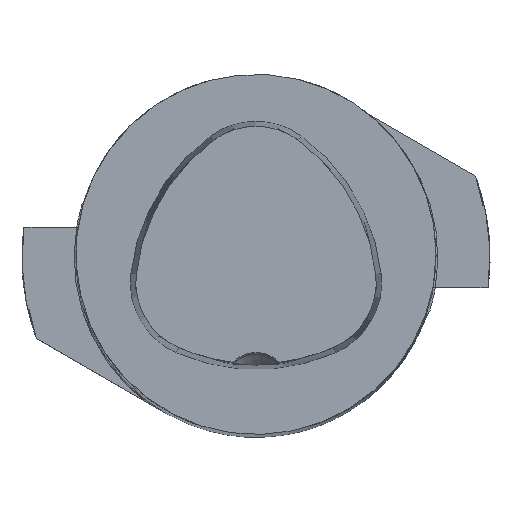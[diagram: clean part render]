
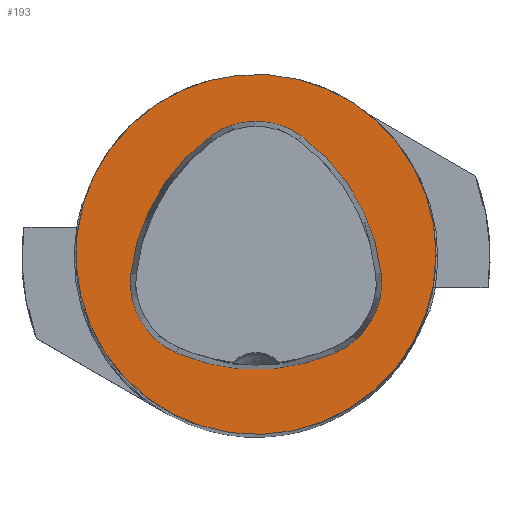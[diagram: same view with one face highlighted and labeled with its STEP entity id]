
A CAD part, top view. The second image highlights one B-rep face of the part: STEP entity #193.
In plain terms, the highlighted planar face has unit normal (0, 0, 1).
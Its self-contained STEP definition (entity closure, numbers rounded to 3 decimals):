
#45=PLANE('',#1681);
#193=ADVANCED_FACE('CU_FL_N1_SU_1',(#622,#623),#45,.T.);
#622=FACE_BOUND('',#640,.T.);
#623=FACE_BOUND('',#641,.T.);
#640=EDGE_LOOP('',(#791,#792,#793,#794,#795,#796));
#641=EDGE_LOOP('',(#797));
#791=ORIENTED_EDGE('',*,*,#1404,.F.);
#792=ORIENTED_EDGE('',*,*,#1405,.F.);
#793=ORIENTED_EDGE('',*,*,#1406,.F.);
#794=ORIENTED_EDGE('',*,*,#1407,.F.);
#795=ORIENTED_EDGE('',*,*,#1397,.F.);
#796=ORIENTED_EDGE('',*,*,#1408,.F.);
#797=ORIENTED_EDGE('',*,*,#1347,.T.);
#1194=VERTEX_POINT('',#2187);
#1244=VERTEX_POINT('',#2536);
#1245=VERTEX_POINT('',#2538);
#1251=VERTEX_POINT('',#2570);
#1252=VERTEX_POINT('',#2571);
#1253=VERTEX_POINT('',#2573);
#1254=VERTEX_POINT('',#2575);
#1347=EDGE_CURVE('',#1194,#1194,#1577,.T.);
#1397=EDGE_CURVE('',#1244,#1245,#1583,.T.);
#1404=EDGE_CURVE('',#1251,#1252,#1585,.T.);
#1405=EDGE_CURVE('',#1253,#1251,#1586,.T.);
#1406=EDGE_CURVE('',#1254,#1253,#1587,.T.);
#1407=EDGE_CURVE('',#1245,#1254,#1588,.T.);
#1408=EDGE_CURVE('',#1252,#1244,#1589,.T.);
#1577=CIRCLE('',#1654,40.);
#1583=CIRCLE('',#1673,44.075);
#1585=CIRCLE('',#1676,44.075);
#1586=CIRCLE('',#1677,17.075);
#1587=CIRCLE('',#1678,44.075);
#1588=CIRCLE('',#1679,17.075);
#1589=CIRCLE('',#1680,17.075);
#1654=AXIS2_PLACEMENT_3D('',#2186,#1797,#1798);
#1673=AXIS2_PLACEMENT_3D('',#2537,#1848,#1849);
#1676=AXIS2_PLACEMENT_3D('',#2569,#1855,#1856);
#1677=AXIS2_PLACEMENT_3D('',#2572,#1857,#1858);
#1678=AXIS2_PLACEMENT_3D('',#2574,#1859,#1860);
#1679=AXIS2_PLACEMENT_3D('',#2576,#1861,#1862);
#1680=AXIS2_PLACEMENT_3D('',#2577,#1863,#1864);
#1681=AXIS2_PLACEMENT_3D('',#2578,#1865,#1866);
#1797=DIRECTION('',(0.,0.,1.));
#1798=DIRECTION('',(1.,0.,0.));
#1848=DIRECTION('',(0.,0.,1.));
#1849=DIRECTION('',(1.,0.,0.));
#1855=DIRECTION('',(0.,0.,1.));
#1856=DIRECTION('',(1.,0.,0.));
#1857=DIRECTION('',(0.,0.,1.));
#1858=DIRECTION('',(1.,0.,0.));
#1859=DIRECTION('',(0.,0.,1.));
#1860=DIRECTION('',(1.,0.,0.));
#1861=DIRECTION('',(0.,0.,1.));
#1862=DIRECTION('',(1.,0.,0.));
#1863=DIRECTION('',(0.,0.,1.));
#1864=DIRECTION('',(1.,0.,0.));
#1865=DIRECTION('',(0.,0.,1.));
#1866=DIRECTION('',(1.,0.,0.));
#2186=CARTESIAN_POINT('',(0.,0.,0.));
#2187=CARTESIAN_POINT('',(40.,0.,0.));
#2536=CARTESIAN_POINT('',(-17.691,-21.869,0.));
#2537=CARTESIAN_POINT('',(0.,18.5,0.));
#2538=CARTESIAN_POINT('',(17.691,-21.869,0.));
#2569=CARTESIAN_POINT('',(15.993,-9.254,0.));
#2570=CARTESIAN_POINT('',(-10.114,26.257,0.));
#2571=CARTESIAN_POINT('',(-27.805,-4.317,0.));
#2572=CARTESIAN_POINT('',(0.,12.5,0.));
#2573=CARTESIAN_POINT('',(10.114,26.257,0.));
#2574=CARTESIAN_POINT('',(-15.993,-9.254,0.));
#2575=CARTESIAN_POINT('',(27.805,-4.317,0.));
#2576=CARTESIAN_POINT('',(10.837,-6.23,0.));
#2577=CARTESIAN_POINT('',(-10.837,-6.23,0.));
#2578=CARTESIAN_POINT('',(0.,0.,0.));
